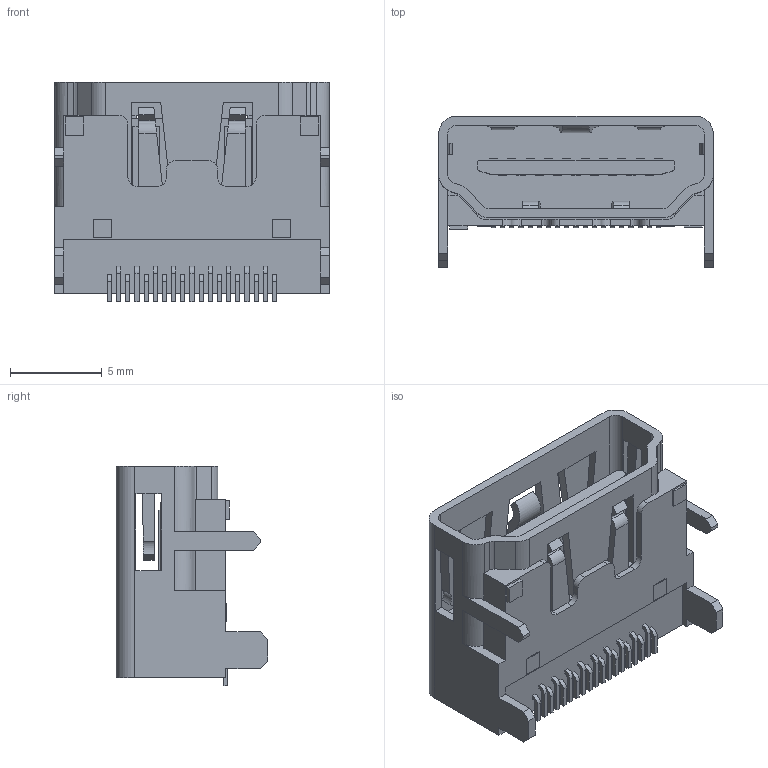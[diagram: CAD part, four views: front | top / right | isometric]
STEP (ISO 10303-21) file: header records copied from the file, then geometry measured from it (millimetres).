
FILE_DESCRIPTION (( 'STEP AP214' ), '1' );
FILE_NAME ('HDMI.ipt.STEP', '2013-07-01T17:41:12', ( '' ), ( '' ), 'SwSTEP 2.0', 'SolidWorks 2012', '' );
FILE_SCHEMA (( 'AUTOMOTIVE_DESIGN' ));
Length unit declared in the file: millimetre
Products named in the file (1): HDMI.ipt
Bounding box: 15 x 8.28 x 12 mm (x, y, z)
Volume: 600.3 mm3; surface area: 1184.4 mm2
Topology: 1 solids, 1 shells, 506 faces, 1421 edges, 940 vertices
Faces by surface type: plane 386, cylinder 120
Entity records: 16217 total; most frequent: CARTESIAN_POINT 2964, ORIENTED_EDGE 2842, DIRECTION 2619, EDGE_CURVE 1421, VECTOR 1173, LINE 1173, VERTEX_POINT 940, AXIS2_PLACEMENT_3D 723
